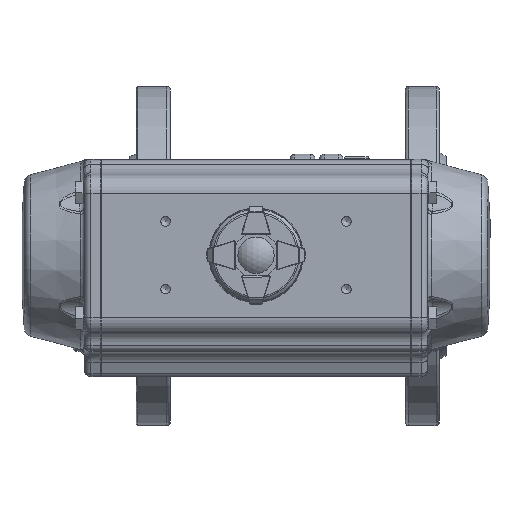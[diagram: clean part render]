
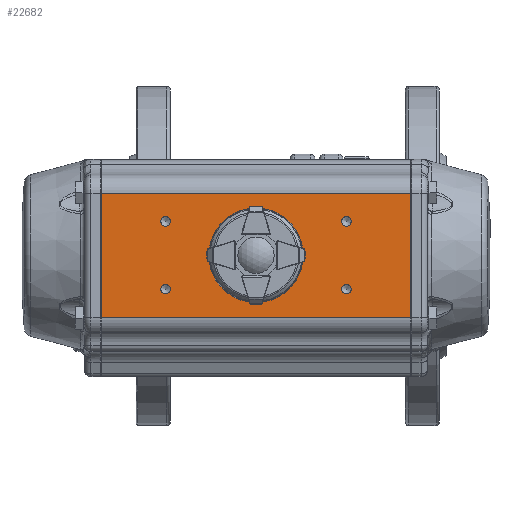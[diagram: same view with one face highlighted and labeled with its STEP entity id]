
A CAD part, top view. The second image highlights one B-rep face of the part: STEP entity #22682.
In plain terms, the highlighted face is planar.
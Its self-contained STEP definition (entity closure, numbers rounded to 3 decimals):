
#1100=PLANE('',#25249);
#1957=CIRCLE('',#24873,2.1);
#1959=CIRCLE('',#24877,2.1);
#1961=CIRCLE('',#24881,2.1);
#1963=CIRCLE('',#24885,2.1);
#1965=CIRCLE('',#24888,15.8);
#3387=LINE('',#63840,#4706);
#3402=LINE('',#63913,#4721);
#3417=LINE('',#63976,#4736);
#3418=LINE('',#63978,#4737);
#4706=VECTOR('',#30594,1000.);
#4721=VECTOR('',#30653,1000.);
#4736=VECTOR('',#30710,1000.);
#4737=VECTOR('',#30713,1000.);
#10815=ORIENTED_EDGE('',*,*,#14294,.F.);
#10816=ORIENTED_EDGE('',*,*,#14362,.F.);
#10817=ORIENTED_EDGE('',*,*,#14330,.T.);
#10818=ORIENTED_EDGE('',*,*,#14363,.T.);
#10819=ORIENTED_EDGE('',*,*,#13956,.T.);
#10820=ORIENTED_EDGE('',*,*,#13948,.F.);
#10821=ORIENTED_EDGE('',*,*,#13950,.F.);
#10822=ORIENTED_EDGE('',*,*,#13952,.F.);
#10823=ORIENTED_EDGE('',*,*,#13954,.F.);
#13948=EDGE_CURVE('',#16403,#16403,#1957,.T.);
#13950=EDGE_CURVE('',#16406,#16406,#1959,.T.);
#13952=EDGE_CURVE('',#16409,#16409,#1961,.T.);
#13954=EDGE_CURVE('',#16412,#16412,#1963,.T.);
#13956=EDGE_CURVE('',#16414,#16414,#1965,.T.);
#14294=EDGE_CURVE('',#16623,#16624,#3387,.T.);
#14330=EDGE_CURVE('',#16660,#16659,#3402,.T.);
#14362=EDGE_CURVE('',#16660,#16623,#3417,.T.);
#14363=EDGE_CURVE('',#16659,#16624,#3418,.T.);
#16403=VERTEX_POINT('',#61204);
#16406=VERTEX_POINT('',#61211);
#16409=VERTEX_POINT('',#61218);
#16412=VERTEX_POINT('',#61225);
#16414=VERTEX_POINT('',#61230);
#16623=VERTEX_POINT('',#63839);
#16624=VERTEX_POINT('',#63841);
#16659=VERTEX_POINT('',#63912);
#16660=VERTEX_POINT('',#63914);
#19141=EDGE_LOOP('',(#10815,#10816,#10817,#10818));
#19142=EDGE_LOOP('',(#10819));
#19143=EDGE_LOOP('',(#10820));
#19144=EDGE_LOOP('',(#10821));
#19145=EDGE_LOOP('',(#10822));
#19146=EDGE_LOOP('',(#10823));
#20910=FACE_BOUND('',#19141,.T.);
#20911=FACE_BOUND('',#19142,.T.);
#20912=FACE_BOUND('',#19143,.T.);
#20913=FACE_BOUND('',#19144,.T.);
#20914=FACE_BOUND('',#19145,.T.);
#20915=FACE_BOUND('',#19146,.T.);
#22682=ADVANCED_FACE('',(#20910,#20911,#20912,#20913,#20914,#20915),#1100,
 .T.);
#24873=AXIS2_PLACEMENT_3D('',#61203,#29888,#29889);
#24877=AXIS2_PLACEMENT_3D('',#61210,#29896,#29897);
#24881=AXIS2_PLACEMENT_3D('',#61217,#29904,#29905);
#24885=AXIS2_PLACEMENT_3D('',#61224,#29912,#29913);
#24888=AXIS2_PLACEMENT_3D('',#61229,#29918,#29919);
#25249=AXIS2_PLACEMENT_3D('',#64112,#30851,#30852);
#29888=DIRECTION('',(0.,1.,0.));
#29889=DIRECTION('',(0.,0.,1.));
#29896=DIRECTION('',(0.,1.,0.));
#29897=DIRECTION('',(0.,0.,1.));
#29904=DIRECTION('',(0.,1.,0.));
#29905=DIRECTION('',(0.,0.,1.));
#29912=DIRECTION('',(0.,1.,0.));
#29913=DIRECTION('',(0.,0.,1.));
#29918=DIRECTION('',(0.,-1.,0.));
#29919=DIRECTION('',(-1.,0.,0.));
#30594=DIRECTION('',(1.,0.,0.));
#30653=DIRECTION('',(1.,0.,0.));
#30710=DIRECTION('',(0.,0.,-1.));
#30713=DIRECTION('',(0.,0.,-1.));
#30851=DIRECTION('',(0.,1.,0.));
#30852=DIRECTION('',(1.,0.,0.));
#61203=CARTESIAN_POINT('',(15.,51.,40.));
#61204=CARTESIAN_POINT('',(15.,51.,42.1));
#61210=CARTESIAN_POINT('',(-15.,51.,40.));
#61211=CARTESIAN_POINT('',(-15.,51.,42.1));
#61217=CARTESIAN_POINT('',(15.,51.,-40.));
#61218=CARTESIAN_POINT('',(15.,51.,-37.9));
#61224=CARTESIAN_POINT('',(-15.,51.,-40.));
#61225=CARTESIAN_POINT('',(-15.,51.,-37.9));
#61229=CARTESIAN_POINT('',(0.,51.,0.));
#61230=CARTESIAN_POINT('',(-15.8,51.,0.));
#63839=CARTESIAN_POINT('',(-27.474,51.,-68.5));
#63840=CARTESIAN_POINT('',(-27.474,51.,-68.5));
#63841=CARTESIAN_POINT('',(27.474,51.,-68.5));
#63912=CARTESIAN_POINT('',(27.474,51.,68.5));
#63913=CARTESIAN_POINT('',(-27.474,51.,68.5));
#63914=CARTESIAN_POINT('',(-27.474,51.,68.5));
#63976=CARTESIAN_POINT('',(-27.474,51.,68.5));
#63978=CARTESIAN_POINT('',(27.474,51.,68.5));
#64112=CARTESIAN_POINT('',(-27.474,51.,68.5));
